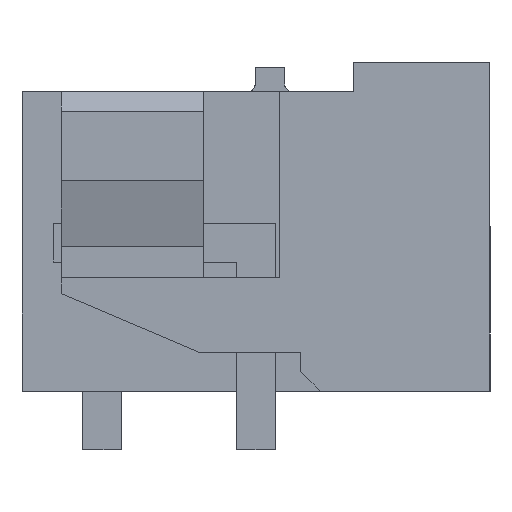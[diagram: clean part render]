
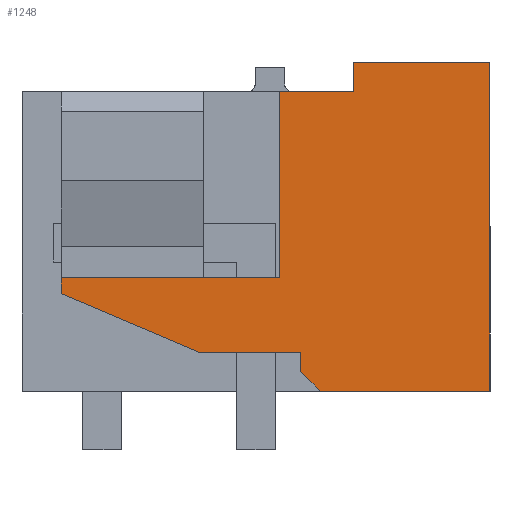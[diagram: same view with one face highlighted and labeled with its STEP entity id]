
A CAD part, left-side view. The second image highlights one B-rep face of the part: STEP entity #1248.
In plain terms, the highlighted planar face has unit normal (-1, 0, 0).
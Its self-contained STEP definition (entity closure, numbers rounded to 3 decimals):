
#1208=AXIS2_PLACEMENT_3D('Plane Axis2P3D',#1205,#1206,#1207) ;
#254=CARTESIAN_POINT('Vertex',(0.,0.,1.5)) ;
#259=CARTESIAN_POINT('Line Origine',(0.,2.177,1.5)) ;
#263=CARTESIAN_POINT('Vertex',(0.,4.354,1.5)) ;
#408=CARTESIAN_POINT('Vertex',(0.,5.4,9.18)) ;
#411=CARTESIAN_POINT('Line Origine',(0.,4.45,9.18)) ;
#415=CARTESIAN_POINT('Vertex',(0.,3.5,9.18)) ;
#738=CARTESIAN_POINT('Line Origine',(0.,11.,4.205)) ;
#742=CARTESIAN_POINT('Vertex',(0.,11.,4.41)) ;
#744=CARTESIAN_POINT('Vertex',(0.,11.,4.001)) ;
#846=CARTESIAN_POINT('Vertex',(0.,7.465,2.503)) ;
#849=CARTESIAN_POINT('Line Origine',(0.,9.232,3.252)) ;
#870=CARTESIAN_POINT('Vertex',(0.,4.854,2.503)) ;
#873=CARTESIAN_POINT('Line Origine',(0.,6.159,2.503)) ;
#928=CARTESIAN_POINT('Vertex',(0.,4.854,2.)) ;
#931=CARTESIAN_POINT('Line Origine',(0.,4.854,2.251)) ;
#948=CARTESIAN_POINT('Line Origine',(0.,4.604,1.75)) ;
#971=CARTESIAN_POINT('Vertex',(0.,0.,9.93)) ;
#974=CARTESIAN_POINT('Line Origine',(0.,0.,5.715)) ;
#1205=CARTESIAN_POINT('Axis2P3D Location',(0.,12.,0.)) ;
#1210=CARTESIAN_POINT('Line Origine',(0.,1.75,9.93)) ;
#1214=CARTESIAN_POINT('Vertex',(0.,3.5,9.93)) ;
#1217=CARTESIAN_POINT('Line Origine',(0.,3.5,9.555)) ;
#1222=CARTESIAN_POINT('Line Origine',(0.,5.4,6.795)) ;
#1226=CARTESIAN_POINT('Vertex',(0.,5.4,4.41)) ;
#1229=CARTESIAN_POINT('Line Origine',(0.,8.2,4.41)) ;
#260=DIRECTION('Vector Direction',(0.,1.,0.)) ;
#412=DIRECTION('Vector Direction',(0.,1.,0.)) ;
#739=DIRECTION('Vector Direction',(0.,0.,1.)) ;
#850=DIRECTION('Vector Direction',(0.,0.921,0.39)) ;
#874=DIRECTION('Vector Direction',(0.,-1.,0.)) ;
#932=DIRECTION('Vector Direction',(0.,0.,-1.)) ;
#949=DIRECTION('Vector Direction',(0.,0.707,0.707)) ;
#975=DIRECTION('Vector Direction',(0.,0.,-1.)) ;
#1206=DIRECTION('Axis2P3D Direction',(-1.,0.,0.)) ;
#1207=DIRECTION('Axis2P3D XDirection',(0.,-1.,0.)) ;
#1211=DIRECTION('Vector Direction',(0.,1.,0.)) ;
#1218=DIRECTION('Vector Direction',(0.,0.,1.)) ;
#1223=DIRECTION('Vector Direction',(0.,0.,-1.)) ;
#1230=DIRECTION('Vector Direction',(0.,1.,0.)) ;
#261=VECTOR('Line Direction',#260,1.) ;
#413=VECTOR('Line Direction',#412,1.) ;
#740=VECTOR('Line Direction',#739,1.) ;
#851=VECTOR('Line Direction',#850,1.) ;
#875=VECTOR('Line Direction',#874,1.) ;
#933=VECTOR('Line Direction',#932,1.) ;
#950=VECTOR('Line Direction',#949,1.) ;
#976=VECTOR('Line Direction',#975,1.) ;
#1212=VECTOR('Line Direction',#1211,1.) ;
#1219=VECTOR('Line Direction',#1218,1.) ;
#1224=VECTOR('Line Direction',#1223,1.) ;
#1231=VECTOR('Line Direction',#1230,1.) ;
#1235=ORIENTED_EDGE('',*,*,#1216,.T.) ;
#1236=ORIENTED_EDGE('',*,*,#1221,.T.) ;
#1237=ORIENTED_EDGE('',*,*,#417,.T.) ;
#1238=ORIENTED_EDGE('',*,*,#1228,.T.) ;
#1239=ORIENTED_EDGE('',*,*,#1233,.T.) ;
#1240=ORIENTED_EDGE('',*,*,#746,.T.) ;
#1241=ORIENTED_EDGE('',*,*,#853,.T.) ;
#1242=ORIENTED_EDGE('',*,*,#877,.T.) ;
#1243=ORIENTED_EDGE('',*,*,#935,.T.) ;
#1244=ORIENTED_EDGE('',*,*,#952,.T.) ;
#1245=ORIENTED_EDGE('',*,*,#265,.T.) ;
#1246=ORIENTED_EDGE('',*,*,#978,.T.) ;
#1248=ADVANCED_FACE('HOUSING',(#1247),#1209,.T.) ;
#265=EDGE_CURVE('',#264,#255,#262,.F.) ;
#417=EDGE_CURVE('',#416,#409,#414,.T.) ;
#746=EDGE_CURVE('',#743,#745,#741,.F.) ;
#853=EDGE_CURVE('',#745,#847,#852,.F.) ;
#877=EDGE_CURVE('',#847,#871,#876,.T.) ;
#935=EDGE_CURVE('',#871,#929,#934,.T.) ;
#952=EDGE_CURVE('',#929,#264,#951,.F.) ;
#978=EDGE_CURVE('',#255,#972,#977,.F.) ;
#1216=EDGE_CURVE('',#972,#1215,#1213,.T.) ;
#1221=EDGE_CURVE('',#1215,#416,#1220,.F.) ;
#1228=EDGE_CURVE('',#409,#1227,#1225,.T.) ;
#1233=EDGE_CURVE('',#1227,#743,#1232,.T.) ;
#1234=EDGE_LOOP('',(#1235,#1236,#1237,#1238,#1239,#1240,#1241,#1242,#1243,#1244,#1245,#1246)) ;
#1247=FACE_OUTER_BOUND('',#1234,.T.) ;
#262=LINE('Line',#259,#261) ;
#414=LINE('Line',#411,#413) ;
#741=LINE('Line',#738,#740) ;
#852=LINE('Line',#849,#851) ;
#876=LINE('Line',#873,#875) ;
#934=LINE('Line',#931,#933) ;
#951=LINE('Line',#948,#950) ;
#977=LINE('Line',#974,#976) ;
#1213=LINE('Line',#1210,#1212) ;
#1220=LINE('Line',#1217,#1219) ;
#1225=LINE('Line',#1222,#1224) ;
#1232=LINE('Line',#1229,#1231) ;
#1209=PLANE('',#1208) ;
#255=VERTEX_POINT('',#254) ;
#264=VERTEX_POINT('',#263) ;
#409=VERTEX_POINT('',#408) ;
#416=VERTEX_POINT('',#415) ;
#743=VERTEX_POINT('',#742) ;
#745=VERTEX_POINT('',#744) ;
#847=VERTEX_POINT('',#846) ;
#871=VERTEX_POINT('',#870) ;
#929=VERTEX_POINT('',#928) ;
#972=VERTEX_POINT('',#971) ;
#1215=VERTEX_POINT('',#1214) ;
#1227=VERTEX_POINT('',#1226) ;
